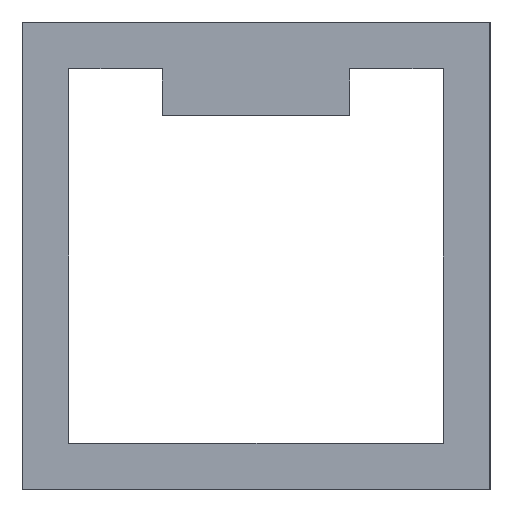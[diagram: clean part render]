
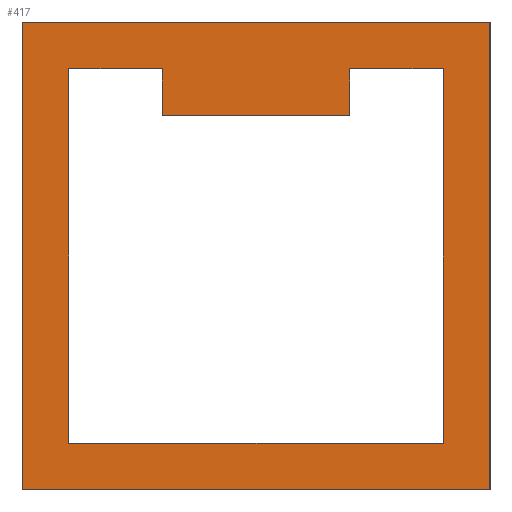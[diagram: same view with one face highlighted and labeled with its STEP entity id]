
A CAD part, left-side view. The second image highlights one B-rep face of the part: STEP entity #417.
In plain terms, the highlighted planar face has unit normal (-1, 0, 0).
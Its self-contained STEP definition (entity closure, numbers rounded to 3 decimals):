
#21 = EDGE_CURVE('',#22,#24,#26,.T.);
#22 = VERTEX_POINT('',#23);
#23 = CARTESIAN_POINT('',(-400.,15.,0.));
#24 = VERTEX_POINT('',#25);
#25 = CARTESIAN_POINT('',(-400.,15.,15.));
#26 = LINE('',#27,#28);
#27 = CARTESIAN_POINT('',(-400.,15.,0.));
#28 = VECTOR('',#29,1.);
#29 = DIRECTION('',(0.,0.,1.));
#417 = ADVANCED_FACE('',(#418,#443),#509,.T.);
#418 = FACE_BOUND('',#419,.T.);
#419 = EDGE_LOOP('',(#420,#430,#436,#437));
#420 = ORIENTED_EDGE('',*,*,#421,.T.);
#421 = EDGE_CURVE('',#422,#424,#426,.T.);
#422 = VERTEX_POINT('',#423);
#423 = CARTESIAN_POINT('',(-400.,0.,0.));
#424 = VERTEX_POINT('',#425);
#425 = CARTESIAN_POINT('',(-400.,0.,15.));
#426 = LINE('',#427,#428);
#427 = CARTESIAN_POINT('',(-400.,0.,0.));
#428 = VECTOR('',#429,1.);
#429 = DIRECTION('',(0.,0.,1.));
#430 = ORIENTED_EDGE('',*,*,#431,.T.);
#431 = EDGE_CURVE('',#424,#24,#432,.T.);
#432 = LINE('',#433,#434);
#433 = CARTESIAN_POINT('',(-400.,0.,15.));
#434 = VECTOR('',#435,1.);
#435 = DIRECTION('',(0.,1.,0.));
#436 = ORIENTED_EDGE('',*,*,#21,.F.);
#437 = ORIENTED_EDGE('',*,*,#438,.F.);
#438 = EDGE_CURVE('',#422,#22,#439,.T.);
#439 = LINE('',#440,#441);
#440 = CARTESIAN_POINT('',(-400.,0.,0.));
#441 = VECTOR('',#442,1.);
#442 = DIRECTION('',(0.,1.,0.));
#443 = FACE_BOUND('',#444,.T.);
#444 = EDGE_LOOP('',(#445,#455,#463,#471,#479,#487,#495,#503));
#445 = ORIENTED_EDGE('',*,*,#446,.T.);
#446 = EDGE_CURVE('',#447,#449,#451,.T.);
#447 = VERTEX_POINT('',#448);
#448 = CARTESIAN_POINT('',(-400.,1.5,1.5));
#449 = VERTEX_POINT('',#450);
#450 = CARTESIAN_POINT('',(-400.,13.5,1.5));
#451 = LINE('',#452,#453);
#452 = CARTESIAN_POINT('',(-400.,6.75,1.5));
#453 = VECTOR('',#454,1.);
#454 = DIRECTION('',(0.,1.,0.));
#455 = ORIENTED_EDGE('',*,*,#456,.T.);
#456 = EDGE_CURVE('',#449,#457,#459,.T.);
#457 = VERTEX_POINT('',#458);
#458 = CARTESIAN_POINT('',(-400.,13.5,13.5));
#459 = LINE('',#460,#461);
#460 = CARTESIAN_POINT('',(-400.,13.5,6.75));
#461 = VECTOR('',#462,1.);
#462 = DIRECTION('',(0.,0.,1.));
#463 = ORIENTED_EDGE('',*,*,#464,.T.);
#464 = EDGE_CURVE('',#457,#465,#467,.T.);
#465 = VERTEX_POINT('',#466);
#466 = CARTESIAN_POINT('',(-400.,10.5,13.5));
#467 = LINE('',#468,#469);
#468 = CARTESIAN_POINT('',(-400.,5.25,13.5));
#469 = VECTOR('',#470,1.);
#470 = DIRECTION('',(-0.,-1.,-0.));
#471 = ORIENTED_EDGE('',*,*,#472,.T.);
#472 = EDGE_CURVE('',#465,#473,#475,.T.);
#473 = VERTEX_POINT('',#474);
#474 = CARTESIAN_POINT('',(-400.,10.5,12.));
#475 = LINE('',#476,#477);
#476 = CARTESIAN_POINT('',(-400.,10.5,6.));
#477 = VECTOR('',#478,1.);
#478 = DIRECTION('',(0.,0.,-1.));
#479 = ORIENTED_EDGE('',*,*,#480,.T.);
#480 = EDGE_CURVE('',#473,#481,#483,.T.);
#481 = VERTEX_POINT('',#482);
#482 = CARTESIAN_POINT('',(-400.,4.5,12.));
#483 = LINE('',#484,#485);
#484 = CARTESIAN_POINT('',(-400.,2.25,12.));
#485 = VECTOR('',#486,1.);
#486 = DIRECTION('',(-0.,-1.,-0.));
#487 = ORIENTED_EDGE('',*,*,#488,.T.);
#488 = EDGE_CURVE('',#481,#489,#491,.T.);
#489 = VERTEX_POINT('',#490);
#490 = CARTESIAN_POINT('',(-400.,4.5,13.5));
#491 = LINE('',#492,#493);
#492 = CARTESIAN_POINT('',(-400.,4.5,6.75));
#493 = VECTOR('',#494,1.);
#494 = DIRECTION('',(0.,0.,1.));
#495 = ORIENTED_EDGE('',*,*,#496,.T.);
#496 = EDGE_CURVE('',#489,#497,#499,.T.);
#497 = VERTEX_POINT('',#498);
#498 = CARTESIAN_POINT('',(-400.,1.5,13.5));
#499 = LINE('',#500,#501);
#500 = CARTESIAN_POINT('',(-400.,0.75,13.5));
#501 = VECTOR('',#502,1.);
#502 = DIRECTION('',(-0.,-1.,-0.));
#503 = ORIENTED_EDGE('',*,*,#504,.T.);
#504 = EDGE_CURVE('',#497,#447,#505,.T.);
#505 = LINE('',#506,#507);
#506 = CARTESIAN_POINT('',(-400.,1.5,0.75));
#507 = VECTOR('',#508,1.);
#508 = DIRECTION('',(0.,0.,-1.));
#509 = PLANE('',#510);
#510 = AXIS2_PLACEMENT_3D('',#511,#512,#513);
#511 = CARTESIAN_POINT('',(-400.,0.,0.));
#512 = DIRECTION('',(-1.,0.,0.));
#513 = DIRECTION('',(0.,1.,0.));
